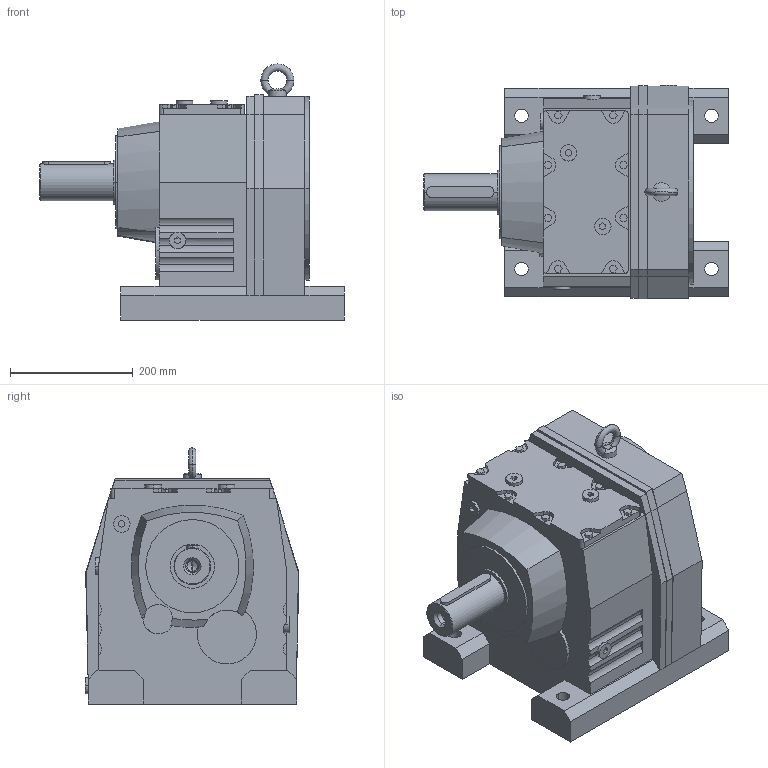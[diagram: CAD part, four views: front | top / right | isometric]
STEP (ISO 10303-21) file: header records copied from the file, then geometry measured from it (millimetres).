
FILE_DESCRIPTION(('STEP AP214'),'1');
FILE_NAME('cctmp_85AB0CDA-883A-4A48-A401-F08EC463080A_2021_3_22_7_18_3_732..stp','2021-03-22T06:18:03',('SEW-EURODRIVE GmbH & Co KG'),('CADClick - www.CADClick.com'),'Spatial InterOp 3D postprocessed',' ','unknown authorization');
FILE_SCHEMA(('AUTOMOTIVE_DESIGN'));
Length unit declared in the file: millimetre
Products named in the file (1): 2021_03_22__07-18-03-732
Bounding box: 497.5 x 349 x 418 mm (x, y, z)
Volume: 29762842.5 mm3; surface area: 750296.1 mm2
Topology: 1 solids, 5 shells, 358 faces, 911 edges, 589 vertices
Faces by surface type: plane 248, cylinder 86, cone 16, torus 8
Entity records: 12555 total; most frequent: CARTESIAN_POINT 2684, ORIENTED_EDGE 1818, DIRECTION 1796, EDGE_CURVE 909, LINE 662, VECTOR 662, VERTEX_POINT 589, AXIS2_PLACEMENT_3D 567
